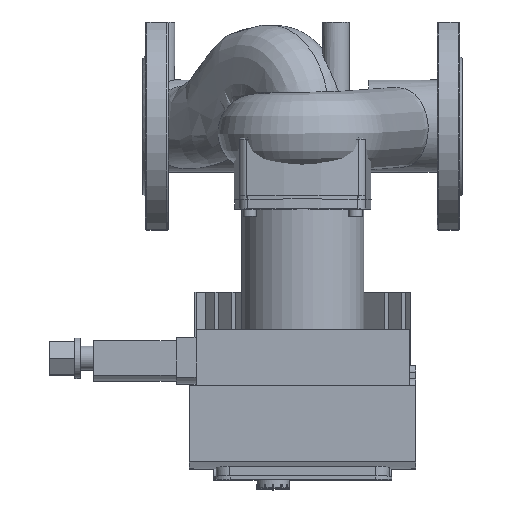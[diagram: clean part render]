
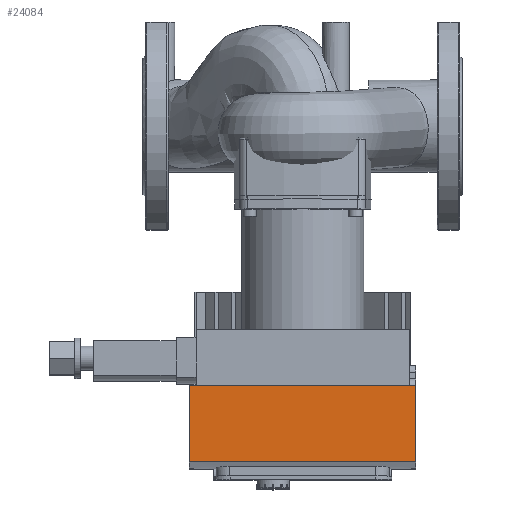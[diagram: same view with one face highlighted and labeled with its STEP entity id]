
A CAD part, top view. The second image highlights one B-rep face of the part: STEP entity #24084.
In plain terms, the highlighted planar face has unit normal (0, 0, 1).
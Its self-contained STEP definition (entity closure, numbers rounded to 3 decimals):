
#2015=LINE('',#61487,#4276);
#2023=LINE('',#61507,#4284);
#2029=LINE('',#61518,#4290);
#2035=LINE('',#61533,#4296);
#4276=VECTOR('',#32254,10.);
#4284=VECTOR('',#32274,10.);
#4290=VECTOR('',#32286,10.);
#4296=VECTOR('',#32308,10.);
#6719=FACE_OUTER_BOUND('',#8193,.T.);
#8193=EDGE_LOOP('',(#20502,#20503,#20504,#20505));
#11144=VERTEX_POINT('',#61484);
#11145=VERTEX_POINT('',#61486);
#11151=VERTEX_POINT('',#61506);
#11153=VERTEX_POINT('',#61516);
#14349=EDGE_CURVE('',#11145,#11144,#2015,.T.);
#14359=EDGE_CURVE('',#11145,#11151,#2023,.T.);
#14366=EDGE_CURVE('',#11153,#11144,#2029,.T.);
#14373=EDGE_CURVE('',#11153,#11151,#2035,.T.);
#20502=ORIENTED_EDGE('',*,*,#14373,.T.);
#20503=ORIENTED_EDGE('',*,*,#14359,.F.);
#20504=ORIENTED_EDGE('',*,*,#14349,.T.);
#20505=ORIENTED_EDGE('',*,*,#14366,.F.);
#22746=PLANE('',#26424);
#24084=ADVANCED_FACE('',(#6719),#22746,.T.);
#26424=AXIS2_PLACEMENT_3D('',#61532,#32306,#32307);
#32254=DIRECTION('',(0.,-1.,0.));
#32274=DIRECTION('',(1.,0.,0.));
#32286=DIRECTION('',(-1.,0.,0.));
#32306=DIRECTION('center_axis',(0.,0.,1.));
#32307=DIRECTION('ref_axis',(1.,0.,0.));
#32308=DIRECTION('',(0.,1.,0.));
#61484=CARTESIAN_POINT('',(35.,-252.5,190.));
#61486=CARTESIAN_POINT('',(35.,-195.,190.));
#61487=CARTESIAN_POINT('',(35.,-252.5,190.));
#61506=CARTESIAN_POINT('',(205.,-195.,190.));
#61507=CARTESIAN_POINT('',(120.,-195.,190.));
#61516=CARTESIAN_POINT('',(205.,-252.5,190.));
#61518=CARTESIAN_POINT('',(120.,-252.5,190.));
#61532=CARTESIAN_POINT('Origin',(120.,-252.5,190.));
#61533=CARTESIAN_POINT('',(205.,-195.,190.));
